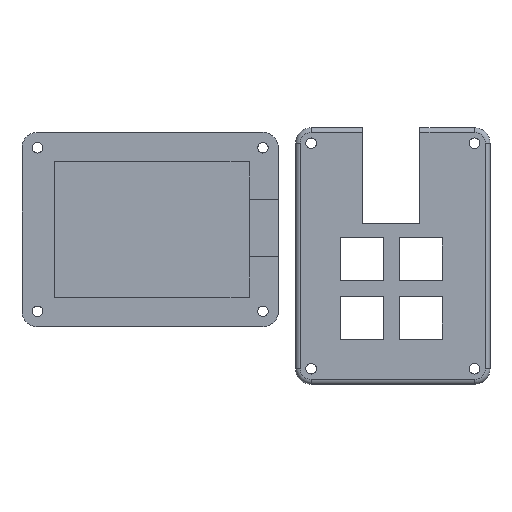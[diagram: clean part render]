
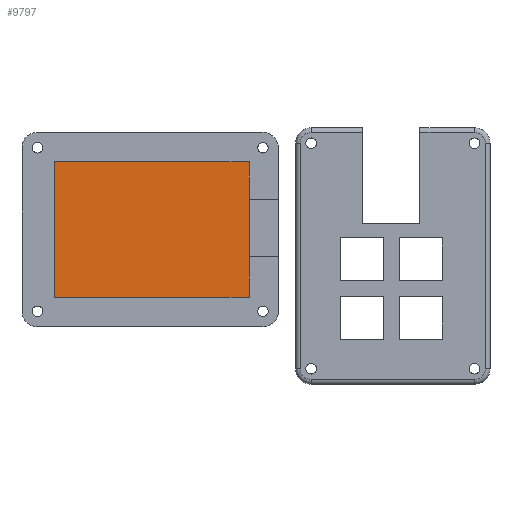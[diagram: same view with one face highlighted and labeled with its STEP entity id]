
A CAD part, top view. The second image highlights one B-rep face of the part: STEP entity #9797.
In plain terms, the highlighted planar face has unit normal (0, 0, 1).
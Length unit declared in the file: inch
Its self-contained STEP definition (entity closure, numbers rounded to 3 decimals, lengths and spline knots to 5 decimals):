
#1158=PLANE('',#10131);
#1683=FACE_OUTER_BOUND('',#2259,.T.);
#2259=EDGE_LOOP('',(#9177,#9178,#9179,#9180));
#3023=LINE('',#19651,#3781);
#3024=LINE('',#19653,#3782);
#3025=LINE('',#19655,#3783);
#3026=LINE('',#19656,#3784);
#3781=VECTOR('',#11485,0.3937);
#3782=VECTOR('',#11486,0.3937);
#3783=VECTOR('',#11487,0.3937);
#3784=VECTOR('',#11488,0.3937);
#4851=VERTEX_POINT('',#19649);
#4852=VERTEX_POINT('',#19650);
#4853=VERTEX_POINT('',#19652);
#4854=VERTEX_POINT('',#19654);
#6301=EDGE_CURVE('',#4851,#4852,#3023,.T.);
#6302=EDGE_CURVE('',#4853,#4851,#3024,.T.);
#6303=EDGE_CURVE('',#4854,#4853,#3025,.T.);
#6304=EDGE_CURVE('',#4852,#4854,#3026,.T.);
#9177=ORIENTED_EDGE('',*,*,#6301,.F.);
#9178=ORIENTED_EDGE('',*,*,#6302,.F.);
#9179=ORIENTED_EDGE('',*,*,#6303,.F.);
#9180=ORIENTED_EDGE('',*,*,#6304,.F.);
#9797=ADVANCED_FACE('',(#1683),#1158,.T.);
#10131=AXIS2_PLACEMENT_3D('',#19648,#11483,#11484);
#11483=DIRECTION('center_axis',(0.,0.,1.));
#11484=DIRECTION('ref_axis',(1.,0.,0.));
#11485=DIRECTION('',(-1.,0.,0.));
#11486=DIRECTION('',(0.,-1.,0.));
#11487=DIRECTION('',(1.,0.,0.));
#11488=DIRECTION('',(0.,1.,0.));
#19648=CARTESIAN_POINT('Origin',(0.,0.,
0.11811));
#19649=CARTESIAN_POINT('',(1.23878,-0.86343,0.11811));
#19650=CARTESIAN_POINT('',(-1.23878,-0.86343,0.11811));
#19651=CARTESIAN_POINT('',(0.61939,-0.86343,0.11811));
#19652=CARTESIAN_POINT('',(1.23878,0.86343,0.11811));
#19653=CARTESIAN_POINT('',(1.23878,0.43171,0.11811));
#19654=CARTESIAN_POINT('',(-1.23878,0.86343,0.11811));
#19655=CARTESIAN_POINT('',(-0.61939,0.86343,0.11811));
#19656=CARTESIAN_POINT('',(-1.23878,-0.43171,0.11811));
